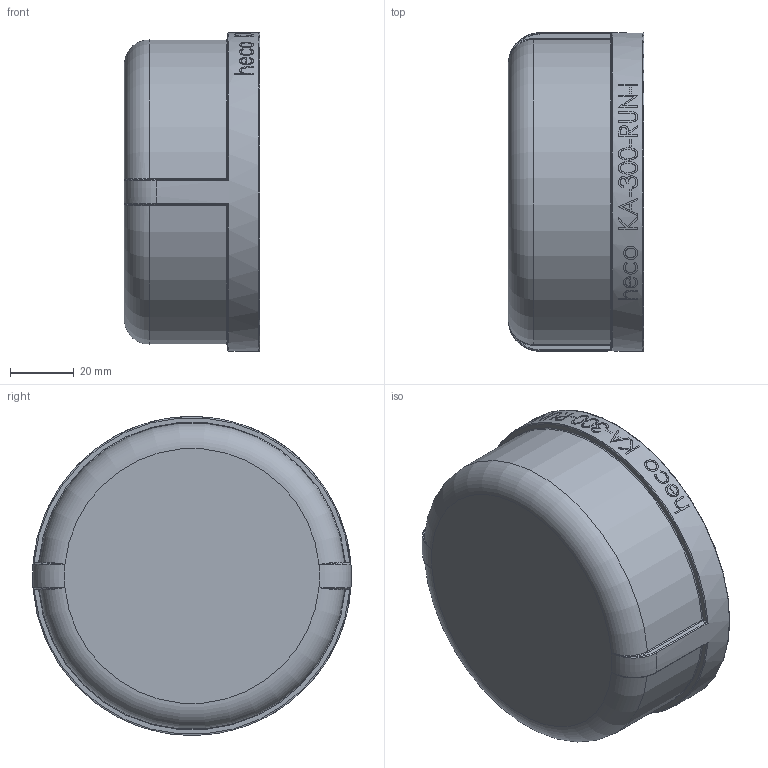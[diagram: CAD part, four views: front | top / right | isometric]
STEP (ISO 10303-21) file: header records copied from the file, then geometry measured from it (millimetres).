
FILE_DESCRIPTION (( 'STEP AP214' ), '1' );
FILE_NAME ('KA-300-RUN-I 2310.STEP', '2023-10-17T08:53:40', ( '' ), ( '' ), 'SwSTEP 2.0', 'SolidWorks 2019', '' );
FILE_SCHEMA (( 'AUTOMOTIVE_DESIGN' ));
Length unit declared in the file: millimetre
Products named in the file (1): KA-300-RUN-I 2310
Bounding box: 42.5 x 99.98 x 100 mm (x, y, z)
Volume: 89215.7 mm3; surface area: 37939.4 mm2
Topology: 1 solids, 1 shells, 245 faces, 620 edges, 393 vertices
Faces by surface type: bspline 117, plane 73, cylinder 39, torus 10, sphere 4, cone 2
Full cylindrical faces by diameter (mm): 84.926 x1, 88.084 x1, 100 x1
Entity records: 26868 total; most frequent: CARTESIAN_POINT 20110, ORIENTED_EDGE 1202, EDGE_CURVE 601, DIRECTION 587, VERTEX_POINT 389, B_SPLINE_CURVE_WITH_KNOTS 379, EDGE_LOOP 276, FACE_OUTER_BOUND 250
